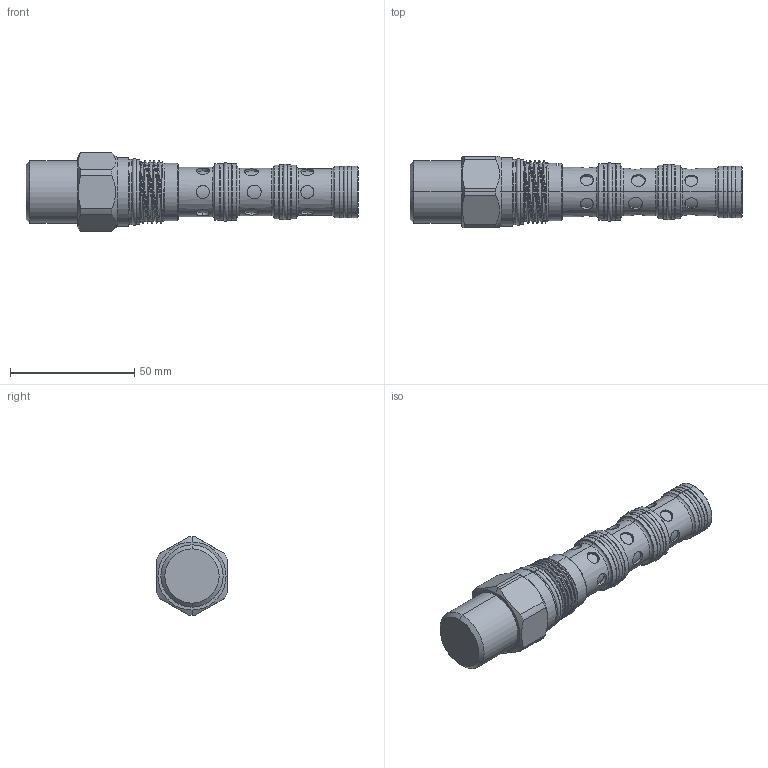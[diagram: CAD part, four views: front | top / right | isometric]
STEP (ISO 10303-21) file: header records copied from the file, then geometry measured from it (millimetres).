
FILE_DESCRIPTION (( 'STEP AP203' ), '1' );
FILE_NAME ('DS32A4H20-N.STEP', '2023-05-29T08:56:45', ( '' ), ( '' ), 'SwSTEP 2.0', 'SolidWorks 2018', '' );
FILE_SCHEMA (( 'CONFIG_CONTROL_DESIGN' ));
Length unit declared in the file: millimetre
Products named in the file (1): DS32A4H20-N
Bounding box: 133.41 x 28.57 x 31.6 mm (x, y, z)
Volume: 55534.1 mm3; surface area: 13682.6 mm2
Topology: 1 solids, 1 shells, 277 faces, 608 edges, 380 vertices
Faces by surface type: cylinder 166, plane 43, torus 34, cone 32, bspline 2
Entity records: 10518 total; most frequent: CARTESIAN_POINT 4435, DIRECTION 1287, ORIENTED_EDGE 1216, EDGE_CURVE 608, AXIS2_PLACEMENT_3D 552, VERTEX_POINT 380, EDGE_LOOP 328, ADVANCED_FACE 277
